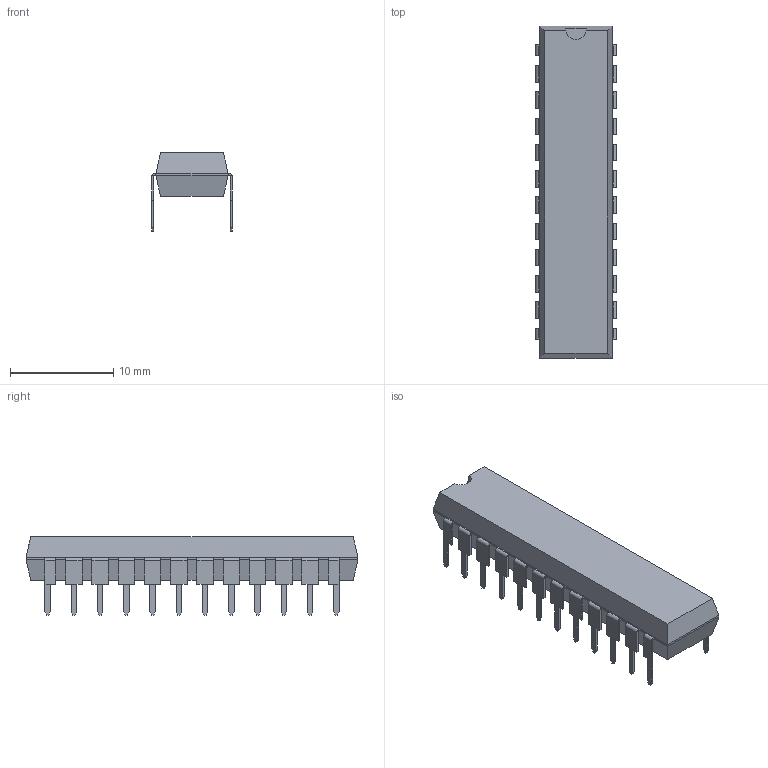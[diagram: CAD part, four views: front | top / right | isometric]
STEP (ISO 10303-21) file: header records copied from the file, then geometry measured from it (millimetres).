
FILE_DESCRIPTION(/* description */ (''),/* implementation_level */ '2;1');
FILE_NAME(/* name */ 'MAX7219-DIP24-3D v3.step',/* time_stamp */ '2026-02-15T11:43:46+01:00',/* author */ (''),/* organization */ (''),/* preprocessor_version */ 'ST-DEVELOPER v20.1',/* originating_system */ 'Autodesk Translation Framework v14.10.0.0',/* authorisation */ '');
FILE_SCHEMA (('AUTOMOTIVE_DESIGN { 1 0 10303 214 3 1 1 }'));
Length unit declared in the file: millimetre
Products named in the file (2): MAX7219-DIP24-3D; Model
Assembly tree (1 placements, depth 2):
  MAX7219-DIP24-3D
    Model
Bounding box: 7.82 x 32.13 x 7.6 mm (x, y, z)
Volume: 903 mm3; surface area: 1054.1 mm2
Topology: 49 solids, 49 shells, 448 faces, 1042 edges, 692 vertices
Faces by surface type: plane 399, cylinder 49
Entity records: 12581 total; most frequent: CARTESIAN_POINT 2185, ORIENTED_EDGE 2084, DIRECTION 2044, EDGE_CURVE 1042, LINE 942, VECTOR 942, VERTEX_POINT 692, AXIS2_PLACEMENT_3D 551
